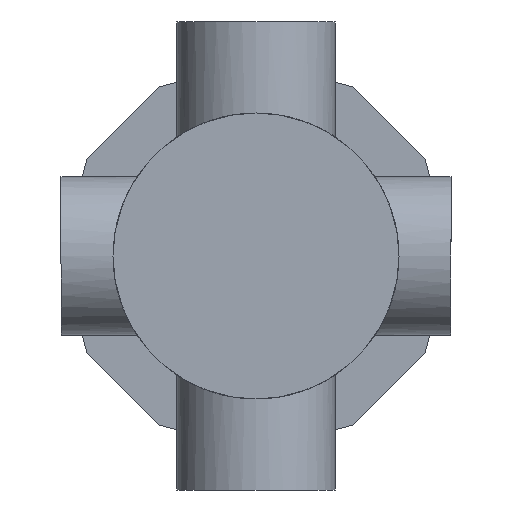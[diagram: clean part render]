
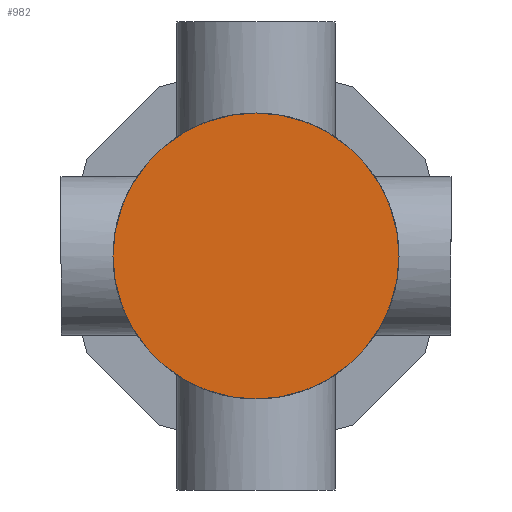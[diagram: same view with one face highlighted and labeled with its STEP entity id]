
A CAD part, front view. The second image highlights one B-rep face of the part: STEP entity #982.
In plain terms, the highlighted planar face has unit normal (0, -1, 0).
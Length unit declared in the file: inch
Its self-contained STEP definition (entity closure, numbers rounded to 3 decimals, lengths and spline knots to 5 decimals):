
#130 = EDGE_LOOP ( 'NONE', ( #1323, #1549 ) ) ;
#167 = DIRECTION ( 'NONE',  ( 0., 1., 0. ) ) ;
#179 = DIRECTION ( 'NONE',  ( -1., 0., 0. ) ) ;
#210 = CIRCLE ( 'NONE', #1501, 0.55 ) ;
#251 = DIRECTION ( 'NONE',  ( 0., 1., 0. ) ) ;
#530 = CARTESIAN_POINT ( 'NONE',  ( 0., 0., 0. ) ) ;
#585 = EDGE_CURVE ( 'NONE', #1503, #1750, #210, .T. ) ;
#765 = AXIS2_PLACEMENT_3D ( 'NONE', #1783, #251, #1078 ) ;
#794 = FACE_OUTER_BOUND ( 'NONE', #130, .T. ) ;
#865 = DIRECTION ( 'NONE',  ( -1., 0., 0. ) ) ;
#912 = PLANE ( 'NONE',  #765 ) ;
#928 = CARTESIAN_POINT ( 'NONE',  ( -0.55, 0., 0. ) ) ;
#930 = EDGE_CURVE ( 'NONE', #1750, #1503, #2110, .T. ) ;
#982 = ADVANCED_FACE ( 'NONE', ( #794 ), #912, .F. ) ;
#1033 = DIRECTION ( 'NONE',  ( 0., 1., 0. ) ) ;
#1078 = DIRECTION ( 'NONE',  ( -1., 0., 0. ) ) ;
#1237 = CARTESIAN_POINT ( 'NONE',  ( 0.55, 0., 0. ) ) ;
#1323 = ORIENTED_EDGE ( 'NONE', *, *, #930, .F. ) ;
#1350 = CARTESIAN_POINT ( 'NONE',  ( 0., 0., 0. ) ) ;
#1501 = AXIS2_PLACEMENT_3D ( 'NONE', #530, #1033, #865 ) ;
#1503 = VERTEX_POINT ( 'NONE', #1237 ) ;
#1549 = ORIENTED_EDGE ( 'NONE', *, *, #585, .F. ) ;
#1661 = AXIS2_PLACEMENT_3D ( 'NONE', #1350, #167, #179 ) ;
#1750 = VERTEX_POINT ( 'NONE', #928 ) ;
#1783 = CARTESIAN_POINT ( 'NONE',  ( 0.55, 0., 0. ) ) ;
#2110 = CIRCLE ( 'NONE', #1661, 0.55 ) ;
